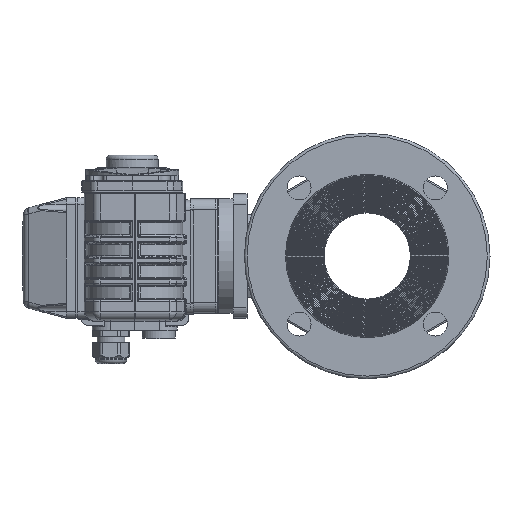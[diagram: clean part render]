
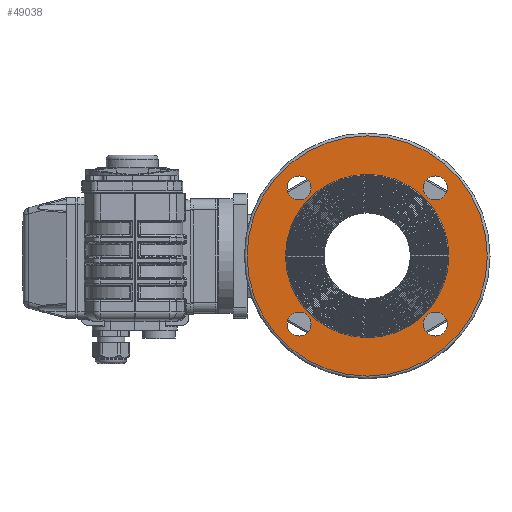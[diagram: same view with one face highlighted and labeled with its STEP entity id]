
A CAD part, left-side view. The second image highlights one B-rep face of the part: STEP entity #49038.
In plain terms, the highlighted planar face has unit normal (-1, 0, 0).
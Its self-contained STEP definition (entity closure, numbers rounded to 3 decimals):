
#13695=ORIENTED_EDGE('',*,*,#26832,.T.);
#13696=ORIENTED_EDGE('',*,*,#26833,.F.);
#13697=ORIENTED_EDGE('',*,*,#26834,.F.);
#13698=ORIENTED_EDGE('',*,*,#26835,.F.);
#13699=ORIENTED_EDGE('',*,*,#26836,.F.);
#13700=ORIENTED_EDGE('',*,*,#26837,.F.);
#26832=EDGE_CURVE('',#33495,#33495,#37643,.T.);
#26833=EDGE_CURVE('',#33496,#33496,#37644,.T.);
#26834=EDGE_CURVE('',#33497,#33497,#37645,.T.);
#26835=EDGE_CURVE('',#33498,#33498,#37646,.T.);
#26836=EDGE_CURVE('',#33499,#33499,#37647,.T.);
#26837=EDGE_CURVE('',#33500,#33500,#37648,.T.);
#33495=VERTEX_POINT('',#106898);
#33496=VERTEX_POINT('',#106900);
#33497=VERTEX_POINT('',#106902);
#33498=VERTEX_POINT('',#106904);
#33499=VERTEX_POINT('',#106906);
#33500=VERTEX_POINT('',#106908);
#37643=CIRCLE('',#52886,90.5);
#37644=CIRCLE('',#52887,61.5);
#37645=CIRCLE('',#52888,9.);
#37646=CIRCLE('',#52889,9.);
#37647=CIRCLE('',#52890,9.);
#37648=CIRCLE('',#52891,9.);
#40380=EDGE_LOOP('',(#13695));
#40381=EDGE_LOOP('',(#13696));
#40382=EDGE_LOOP('',(#13697));
#40383=EDGE_LOOP('',(#13698));
#40384=EDGE_LOOP('',(#13699));
#40385=EDGE_LOOP('',(#13700));
#44161=FACE_BOUND('',#40380,.T.);
#44162=FACE_BOUND('',#40381,.T.);
#44163=FACE_BOUND('',#40382,.T.);
#44164=FACE_BOUND('',#40383,.T.);
#44165=FACE_BOUND('',#40384,.T.);
#44166=FACE_BOUND('',#40385,.T.);
#47345=PLANE('',#52885);
#49038=ADVANCED_FACE('',(#44161,#44162,#44163,#44164,#44165,#44166),#47345,
 .F.);
#52885=AXIS2_PLACEMENT_3D('',#106896,#59782,#59783);
#52886=AXIS2_PLACEMENT_3D('',#106897,#59784,#59785);
#52887=AXIS2_PLACEMENT_3D('',#106899,#59786,#59787);
#52888=AXIS2_PLACEMENT_3D('',#106901,#59788,#59789);
#52889=AXIS2_PLACEMENT_3D('',#106903,#59790,#59791);
#52890=AXIS2_PLACEMENT_3D('',#106905,#59792,#59793);
#52891=AXIS2_PLACEMENT_3D('',#106907,#59794,#59795);
#59782=DIRECTION('',(1.,0.,0.));
#59783=DIRECTION('',(0.,0.,-1.));
#59784=DIRECTION('',(-1.,0.,0.));
#59785=DIRECTION('',(0.,0.,1.));
#59786=DIRECTION('',(-1.,0.,0.));
#59787=DIRECTION('',(0.,0.,1.));
#59788=DIRECTION('',(-1.,0.,0.));
#59789=DIRECTION('',(0.,0.,1.));
#59790=DIRECTION('',(-1.,0.,0.));
#59791=DIRECTION('',(0.,0.,1.));
#59792=DIRECTION('',(-1.,0.,0.));
#59793=DIRECTION('',(0.,0.,1.));
#59794=DIRECTION('',(-1.,0.,0.));
#59795=DIRECTION('',(0.,0.,1.));
#106896=CARTESIAN_POINT('',(4.,61.5,0.));
#106897=CARTESIAN_POINT('',(4.,0.,0.));
#106898=CARTESIAN_POINT('',(4.,0.,90.5));
#106899=CARTESIAN_POINT('',(4.,0.,0.));
#106900=CARTESIAN_POINT('',(4.,0.,61.5));
#106901=CARTESIAN_POINT('',(4.,51.265,51.265));
#106902=CARTESIAN_POINT('',(4.,51.265,60.265));
#106903=CARTESIAN_POINT('',(4.,-51.265,51.265));
#106904=CARTESIAN_POINT('',(4.,-51.265,60.265));
#106905=CARTESIAN_POINT('',(4.,-51.265,-51.265));
#106906=CARTESIAN_POINT('',(4.,-51.265,-42.265));
#106907=CARTESIAN_POINT('',(4.,51.265,-51.265));
#106908=CARTESIAN_POINT('',(4.,51.265,-42.265));
